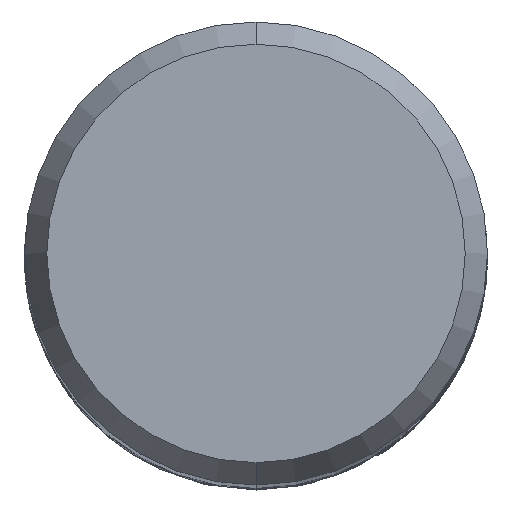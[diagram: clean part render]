
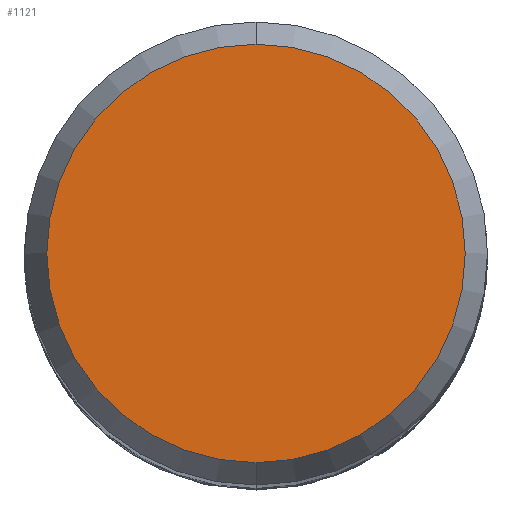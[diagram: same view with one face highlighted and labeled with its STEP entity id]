
A CAD part, top view. The second image highlights one B-rep face of the part: STEP entity #1121.
In plain terms, the highlighted planar face has unit normal (0, 0, 1).
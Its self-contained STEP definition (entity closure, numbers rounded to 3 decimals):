
#751=EDGE_CURVE('',#1367,#1019,#1704,.T.);
#963=EDGE_CURVE('',#1019,#1367,#1932,.T.);
#1019=VERTEX_POINT('',#1994);
#1121=ADVANCED_FACE('',(#2105),#2106,.T.);
#1367=VERTEX_POINT('',#2374);
#1704=CIRCLE('',#5921,5.423);
#1932=CIRCLE('',#7700,5.423);
#1994=CARTESIAN_POINT('',(0.,-5.423,0.0));
#2105=FACE_OUTER_BOUND('',#10294,.T.);
#2106=PLANE('',#10295);
#2374=CARTESIAN_POINT('',(0.0,5.423,0.0));
#5921=AXIS2_PLACEMENT_3D('',#13517,#13518,#13519);
#7700=AXIS2_PLACEMENT_3D('',#13698,#13699,#13700);
#10294=EDGE_LOOP('',(#13885,#13886));
#10295=AXIS2_PLACEMENT_3D('',#13887,#13888,#13889);
#13517=CARTESIAN_POINT('',(0.0,0.0,0.0));
#13518=DIRECTION('',(0.0,0.0,-1.0));
#13519=DIRECTION('',(0.0,1.0,0.0));
#13698=CARTESIAN_POINT('',(0.0,0.0,0.0));
#13699=DIRECTION('',(0.0,0.0,-1.0));
#13700=DIRECTION('',(0.0,1.0,0.0));
#13885=ORIENTED_EDGE('',*,*,#751,.F.);
#13886=ORIENTED_EDGE('',*,*,#963,.F.);
#13887=CARTESIAN_POINT('',(0.0,2.711,0.0));
#13888=DIRECTION('',(-0.0,0.0,1.0));
#13889=DIRECTION('',(0.0,-1.0,0.0));
